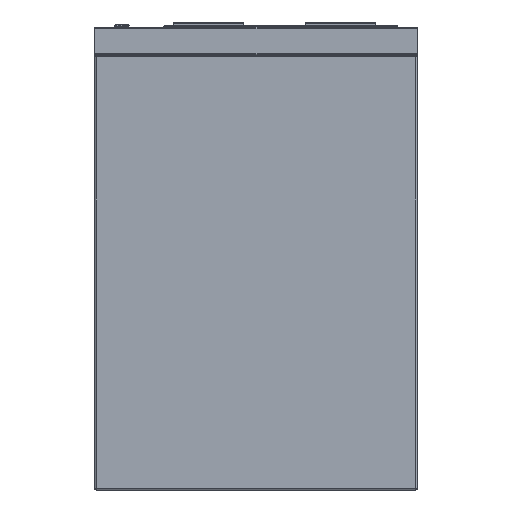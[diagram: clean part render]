
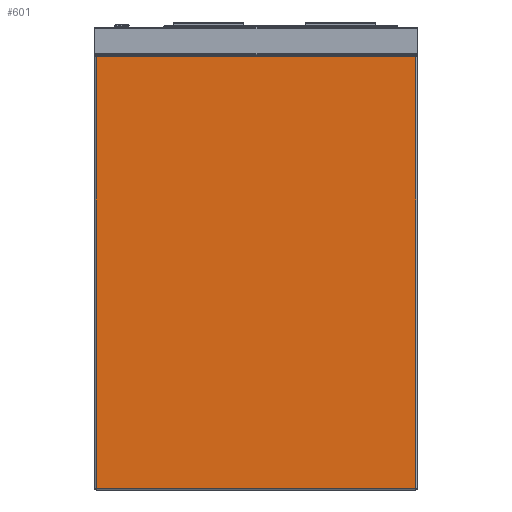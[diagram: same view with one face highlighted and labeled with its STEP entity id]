
A CAD part, left-side view. The second image highlights one B-rep face of the part: STEP entity #601.
In plain terms, the highlighted planar face has unit normal (-1, 0, 0).
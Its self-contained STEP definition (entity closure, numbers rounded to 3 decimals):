
#369 = DIRECTION ( 'NONE',  ( 0., 0., -1. ) ) ;
#601 = ADVANCED_FACE ( 'Fl�che7', ( #32223 ), #29228, .T. ) ;
#1056 = ORIENTED_EDGE ( 'NONE', *, *, #12633, .T. ) ;
#3713 = ORIENTED_EDGE ( 'NONE', *, *, #14723, .T. ) ;
#4180 = EDGE_CURVE ( 'NONE', #26932, #16667, #15072, .T. ) ;
#4974 = CARTESIAN_POINT ( 'NONE',  ( -880., -230., -658. ) ) ;
#6270 = CARTESIAN_POINT ( 'NONE',  ( -880., 228., -658. ) ) ;
#6648 = DIRECTION ( 'NONE',  ( 0., 1., 0. ) ) ;
#9717 = CARTESIAN_POINT ( 'NONE',  ( -880., -228., -42. ) ) ;
#10222 = CARTESIAN_POINT ( 'NONE',  ( -880., 228., -42. ) ) ;
#12633 = EDGE_CURVE ( 'NONE', #13695, #19138, #16378, .T. ) ;
#13080 = EDGE_CURVE ( 'NONE', #19138, #26932, #23588, .T. ) ;
#13125 = EDGE_LOOP ( 'NONE', ( #1056, #36553, #27585, #3713 ) ) ;
#13289 = LINE ( 'NONE', #4974, #36895 ) ;
#13695 = VERTEX_POINT ( 'NONE', #29759 ) ;
#14723 = EDGE_CURVE ( 'NONE', #16667, #13695, #13289, .T. ) ;
#15072 = LINE ( 'NONE', #31811, #33752 ) ;
#15119 = DIRECTION ( 'NONE',  ( -1., 0., 0. ) ) ;
#16378 = LINE ( 'NONE', #19757, #17659 ) ;
#16667 = VERTEX_POINT ( 'NONE', #6270 ) ;
#17659 = VECTOR ( 'NONE', #36667, 1000. ) ;
#18159 = CARTESIAN_POINT ( 'NONE',  ( -880., 230., -42. ) ) ;
#19138 = VERTEX_POINT ( 'NONE', #9717 ) ;
#19757 = CARTESIAN_POINT ( 'NONE',  ( -880., -228., -660. ) ) ;
#23172 = DIRECTION ( 'NONE',  ( 0., -1., 0. ) ) ;
#23588 = LINE ( 'NONE', #18159, #24274 ) ;
#24274 = VECTOR ( 'NONE', #6648, 1000. ) ;
#26597 = DIRECTION ( 'NONE',  ( 0., 0., 1. ) ) ;
#26932 = VERTEX_POINT ( 'NONE', #10222 ) ;
#27585 = ORIENTED_EDGE ( 'NONE', *, *, #4180, .T. ) ;
#29228 = PLANE ( 'NONE',  #30610 ) ;
#29421 = CARTESIAN_POINT ( 'NONE',  ( -880., -230., -660. ) ) ;
#29759 = CARTESIAN_POINT ( 'NONE',  ( -880., -228., -658. ) ) ;
#30610 = AXIS2_PLACEMENT_3D ( 'NONE', #29421, #15119, #26597 ) ;
#31811 = CARTESIAN_POINT ( 'NONE',  ( -880., 228., -660. ) ) ;
#32223 = FACE_OUTER_BOUND ( 'NONE', #13125, .T. ) ;
#33752 = VECTOR ( 'NONE', #369, 1000. ) ;
#36553 = ORIENTED_EDGE ( 'NONE', *, *, #13080, .T. ) ;
#36667 = DIRECTION ( 'NONE',  ( 0., 0., 1. ) ) ;
#36895 = VECTOR ( 'NONE', #23172, 1000. ) ;
